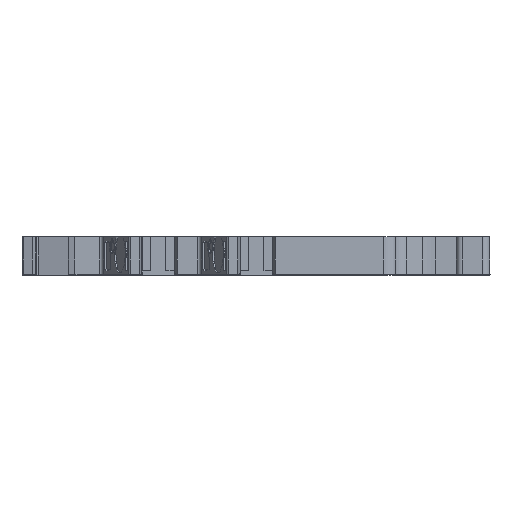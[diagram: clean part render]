
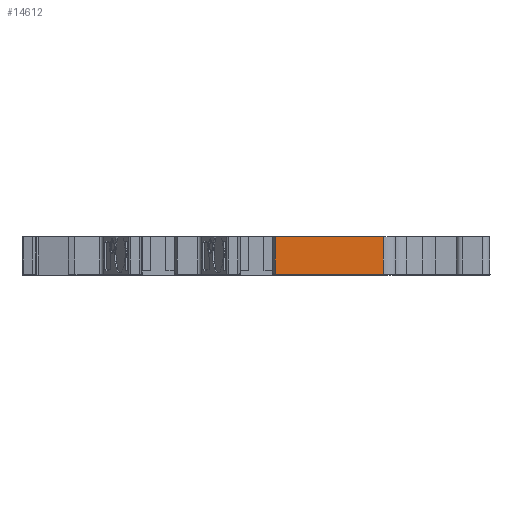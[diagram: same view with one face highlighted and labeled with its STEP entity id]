
A CAD part, left-side view. The second image highlights one B-rep face of the part: STEP entity #14612.
In plain terms, the highlighted planar face has unit normal (-1, 0, 0).
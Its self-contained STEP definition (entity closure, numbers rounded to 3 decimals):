
#2433 = VECTOR ( 'NONE', #29082, 1000. ) ;
#2762 = CARTESIAN_POINT ( 'NONE',  ( -56.427, -16.678, 98.553 ) ) ;
#3336 = CARTESIAN_POINT ( 'NONE',  ( -56.427, -2.336, 103.553 ) ) ;
#5057 = CARTESIAN_POINT ( 'NONE',  ( -56.427, -16.678, 103.553 ) ) ;
#5860 = PLANE ( 'NONE',  #20427 ) ;
#6077 = EDGE_CURVE ( 'NONE', #22550, #19639, #18551, .T. ) ;
#6372 = CARTESIAN_POINT ( 'NONE',  ( -56.427, -2.336, 98.553 ) ) ;
#8023 = DIRECTION ( 'NONE',  ( 1., 0., 0. ) ) ;
#8616 = CARTESIAN_POINT ( 'NONE',  ( -56.427, -16.678, 98.553 ) ) ;
#8797 = VECTOR ( 'NONE', #8822, 1000. ) ;
#8822 = DIRECTION ( 'NONE',  ( 0., -1., 0. ) ) ;
#9807 = EDGE_CURVE ( 'NONE', #37675, #10249, #18801, .T. ) ;
#10114 = ORIENTED_EDGE ( 'NONE', *, *, #44185, .F. ) ;
#10249 = VERTEX_POINT ( 'NONE', #6372 ) ;
#10521 = EDGE_CURVE ( 'NONE', #19639, #10249, #26065, .T. ) ;
#12230 = DIRECTION ( 'NONE',  ( 0., 0., -1. ) ) ;
#13893 = CARTESIAN_POINT ( 'NONE',  ( -56.427, -2.336, 103.553 ) ) ;
#14612 = ADVANCED_FACE ( 'NONE', ( #36593 ), #5860, .F. ) ;
#17194 = EDGE_LOOP ( 'NONE', ( #37779, #28452, #10114, #35736 ) ) ;
#18551 = LINE ( 'NONE', #5057, #2433 ) ;
#18801 = LINE ( 'NONE', #22820, #37759 ) ;
#19639 = VERTEX_POINT ( 'NONE', #8616 ) ;
#20427 = AXIS2_PLACEMENT_3D ( 'NONE', #13893, #8023, #41311 ) ;
#22096 = CARTESIAN_POINT ( 'NONE',  ( -56.427, -2.336, 103.553 ) ) ;
#22550 = VERTEX_POINT ( 'NONE', #35735 ) ;
#22820 = CARTESIAN_POINT ( 'NONE',  ( -56.427, -2.336, 103.553 ) ) ;
#26065 = LINE ( 'NONE', #2762, #35710 ) ;
#28452 = ORIENTED_EDGE ( 'NONE', *, *, #6077, .F. ) ;
#29082 = DIRECTION ( 'NONE',  ( 0., 0., -1. ) ) ;
#33694 = DIRECTION ( 'NONE',  ( 0., 1., 0. ) ) ;
#35540 = LINE ( 'NONE', #22096, #8797 ) ;
#35710 = VECTOR ( 'NONE', #33694, 1000. ) ;
#35735 = CARTESIAN_POINT ( 'NONE',  ( -56.427, -16.678, 103.553 ) ) ;
#35736 = ORIENTED_EDGE ( 'NONE', *, *, #9807, .T. ) ;
#36593 = FACE_OUTER_BOUND ( 'NONE', #17194, .T. ) ;
#37675 = VERTEX_POINT ( 'NONE', #3336 ) ;
#37759 = VECTOR ( 'NONE', #12230, 1000. ) ;
#37779 = ORIENTED_EDGE ( 'NONE', *, *, #10521, .F. ) ;
#41311 = DIRECTION ( 'NONE',  ( 0., 1., 0. ) ) ;
#44185 = EDGE_CURVE ( 'NONE', #37675, #22550, #35540, .T. ) ;
